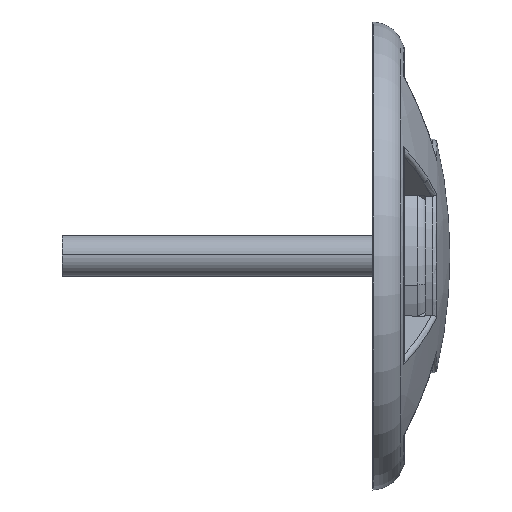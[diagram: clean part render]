
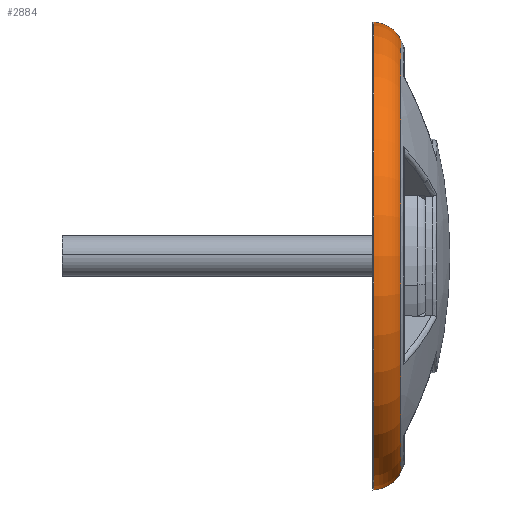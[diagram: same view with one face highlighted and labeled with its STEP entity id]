
A CAD part, top view. The second image highlights one B-rep face of the part: STEP entity #2884.
In plain terms, the highlighted toroidal (fillet/blend) face has major radius 44.495 mm and minor radius 7 mm.
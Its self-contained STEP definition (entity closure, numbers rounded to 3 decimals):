
#1600 = DIRECTION ( 'NONE',  ( 0., 1., 0. ) ) ;
#2286 = CIRCLE ( 'NONE', #10952, 7. ) ;
#2884 = ADVANCED_FACE ( 'NONE', ( #54085 ), #38761, .T. ) ;
#8064 = CARTESIAN_POINT ( 'NONE',  ( -3.107, 0., 0. ) ) ;
#9017 = CIRCLE ( 'NONE', #10544, 51.484 ) ;
#10401 = VERTEX_POINT ( 'NONE', #57059 ) ;
#10458 = DIRECTION ( 'NONE',  ( 1., 0., 0. ) ) ;
#10544 = AXIS2_PLACEMENT_3D ( 'NONE', #45222, #60131, #31923 ) ;
#10952 = AXIS2_PLACEMENT_3D ( 'NONE', #59750, #54633, #49897 ) ;
#15338 = EDGE_CURVE ( 'NONE', #46834, #32659, #25804, .T. ) ;
#20946 = AXIS2_PLACEMENT_3D ( 'NONE', #8064, #49682, #22358 ) ;
#21591 = VERTEX_POINT ( 'NONE', #55258 ) ;
#22358 = DIRECTION ( 'NONE',  ( 0., 1., 0. ) ) ;
#24551 = AXIS2_PLACEMENT_3D ( 'NONE', #29085, #10458, #1600 ) ;
#25804 = CIRCLE ( 'NONE', #24551, 47.519 ) ;
#25815 = ORIENTED_EDGE ( 'NONE', *, *, #59875, .F. ) ;
#26007 = DIRECTION ( 'NONE',  ( 0., 0., 1. ) ) ;
#26273 = EDGE_CURVE ( 'NONE', #32659, #10401, #2286, .T. ) ;
#29085 = CARTESIAN_POINT ( 'NONE',  ( 3.207, 0., 0. ) ) ;
#30636 = CARTESIAN_POINT ( 'NONE',  ( 3.207, -47.519, 0. ) ) ;
#30797 = ORIENTED_EDGE ( 'NONE', *, *, #52541, .T. ) ;
#31923 = DIRECTION ( 'NONE',  ( 0., -1., 0. ) ) ;
#32659 = VERTEX_POINT ( 'NONE', #30636 ) ;
#34607 = ORIENTED_EDGE ( 'NONE', *, *, #15338, .F. ) ;
#37005 = AXIS2_PLACEMENT_3D ( 'NONE', #40513, #26007, #58472 ) ;
#38761 = TOROIDAL_SURFACE ( 'NONE', #20946, 44.495, 7. ) ;
#39666 = ORIENTED_EDGE ( 'NONE', *, *, #26273, .F. ) ;
#40513 = CARTESIAN_POINT ( 'NONE',  ( -3.107, 44.495, 0. ) ) ;
#42427 = EDGE_LOOP ( 'NONE', ( #39666, #34607, #30797, #25815 ) ) ;
#45222 = CARTESIAN_POINT ( 'NONE',  ( -2.718, 0., 0. ) ) ;
#46834 = VERTEX_POINT ( 'NONE', #54476 ) ;
#49680 = CIRCLE ( 'NONE', #37005, 7. ) ;
#49682 = DIRECTION ( 'NONE',  ( -1., 0., 0. ) ) ;
#49897 = DIRECTION ( 'NONE',  ( -1., 0., 0. ) ) ;
#52541 = EDGE_CURVE ( 'NONE', #46834, #21591, #49680, .T. ) ;
#54085 = FACE_OUTER_BOUND ( 'NONE', #42427, .T. ) ;
#54476 = CARTESIAN_POINT ( 'NONE',  ( 3.207, 47.519, 0. ) ) ;
#54633 = DIRECTION ( 'NONE',  ( 0., 0., -1. ) ) ;
#55258 = CARTESIAN_POINT ( 'NONE',  ( -2.718, 51.484, 0. ) ) ;
#57059 = CARTESIAN_POINT ( 'NONE',  ( -2.718, -51.484, 0. ) ) ;
#58472 = DIRECTION ( 'NONE',  ( 1., 0., 0. ) ) ;
#59750 = CARTESIAN_POINT ( 'NONE',  ( -3.107, -44.495, 0. ) ) ;
#59875 = EDGE_CURVE ( 'NONE', #10401, #21591, #9017, .T. ) ;
#60131 = DIRECTION ( 'NONE',  ( -1., 0., 0. ) ) ;
